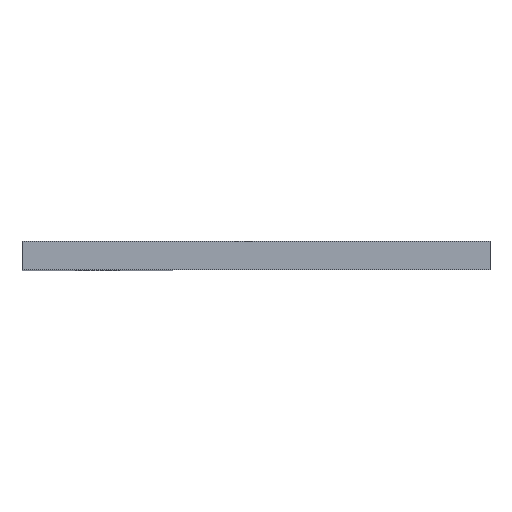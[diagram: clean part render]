
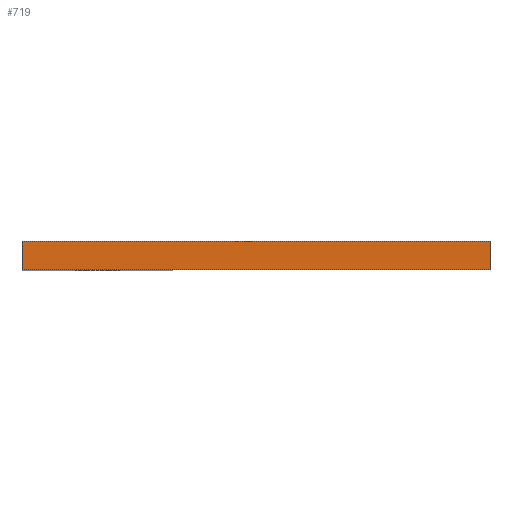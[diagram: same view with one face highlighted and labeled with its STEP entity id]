
A CAD part, top view. The second image highlights one B-rep face of the part: STEP entity #719.
In plain terms, the highlighted planar face has unit normal (0, 0, 1).
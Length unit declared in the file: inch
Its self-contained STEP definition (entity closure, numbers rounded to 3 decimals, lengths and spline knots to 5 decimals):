
#26 = ORIENTED_EDGE ( 'NONE', *, *, #159, .F. ) ;
#32 = VECTOR ( 'NONE', #141, 39.37008 ) ;
#34 = VECTOR ( 'NONE', #358, 39.37008 ) ;
#37 = VERTEX_POINT ( 'NONE', #54 ) ;
#46 = CARTESIAN_POINT ( 'NONE',  ( 0., 0., 0.6125 ) ) ;
#54 = CARTESIAN_POINT ( 'NONE',  ( -0.6125, 0.09, 0.6125 ) ) ;
#62 = AXIS2_PLACEMENT_3D ( 'NONE', #467, #122, #355 ) ;
#73 = CARTESIAN_POINT ( 'NONE',  ( 0., 0.09, 0.6125 ) ) ;
#75 = EDGE_CURVE ( 'NONE', #675, #37, #646, .T. ) ;
#115 = LINE ( 'NONE', #504, #32 ) ;
#122 = DIRECTION ( 'NONE',  ( 0., 0., 1. ) ) ;
#141 = DIRECTION ( 'NONE',  ( 0., 1., 0. ) ) ;
#159 = EDGE_CURVE ( 'NONE', #37, #352, #500, .T. ) ;
#188 = CARTESIAN_POINT ( 'NONE',  ( 0.86066, 0.09, 0.6125 ) ) ;
#204 = LINE ( 'NONE', #46, #678 ) ;
#210 = DIRECTION ( 'NONE',  ( -1., 0., 0. ) ) ;
#245 = ORIENTED_EDGE ( 'NONE', *, *, #475, .T. ) ;
#310 = ORIENTED_EDGE ( 'NONE', *, *, #610, .F. ) ;
#352 = VERTEX_POINT ( 'NONE', #188 ) ;
#355 = DIRECTION ( 'NONE',  ( 1., 0., 0. ) ) ;
#358 = DIRECTION ( 'NONE',  ( 1., 0., 0. ) ) ;
#391 = VERTEX_POINT ( 'NONE', #491 ) ;
#413 = CARTESIAN_POINT ( 'NONE',  ( -0.6125, -2.07817, 0.6125 ) ) ;
#464 = PLANE ( 'NONE',  #62 ) ;
#467 = CARTESIAN_POINT ( 'NONE',  ( 0., -2.07817, 0.6125 ) ) ;
#471 = EDGE_LOOP ( 'NONE', ( #245, #26, #558, #310 ) ) ;
#475 = EDGE_CURVE ( 'NONE', #391, #352, #115, .T. ) ;
#477 = DIRECTION ( 'NONE',  ( 0., 1., 0. ) ) ;
#491 = CARTESIAN_POINT ( 'NONE',  ( 0.86066, 0., 0.6125 ) ) ;
#500 = LINE ( 'NONE', #73, #34 ) ;
#504 = CARTESIAN_POINT ( 'NONE',  ( 0.86066, 0., 0.6125 ) ) ;
#527 = CARTESIAN_POINT ( 'NONE',  ( -0.6125, 0., 0.6125 ) ) ;
#532 = FACE_OUTER_BOUND ( 'NONE', #471, .T. ) ;
#558 = ORIENTED_EDGE ( 'NONE', *, *, #75, .F. ) ;
#610 = EDGE_CURVE ( 'NONE', #391, #675, #204, .T. ) ;
#646 = LINE ( 'NONE', #413, #739 ) ;
#675 = VERTEX_POINT ( 'NONE', #527 ) ;
#678 = VECTOR ( 'NONE', #210, 39.37008 ) ;
#719 = ADVANCED_FACE ( 'NONE', ( #532 ), #464, .T. ) ;
#739 = VECTOR ( 'NONE', #477, 39.37008 ) ;
